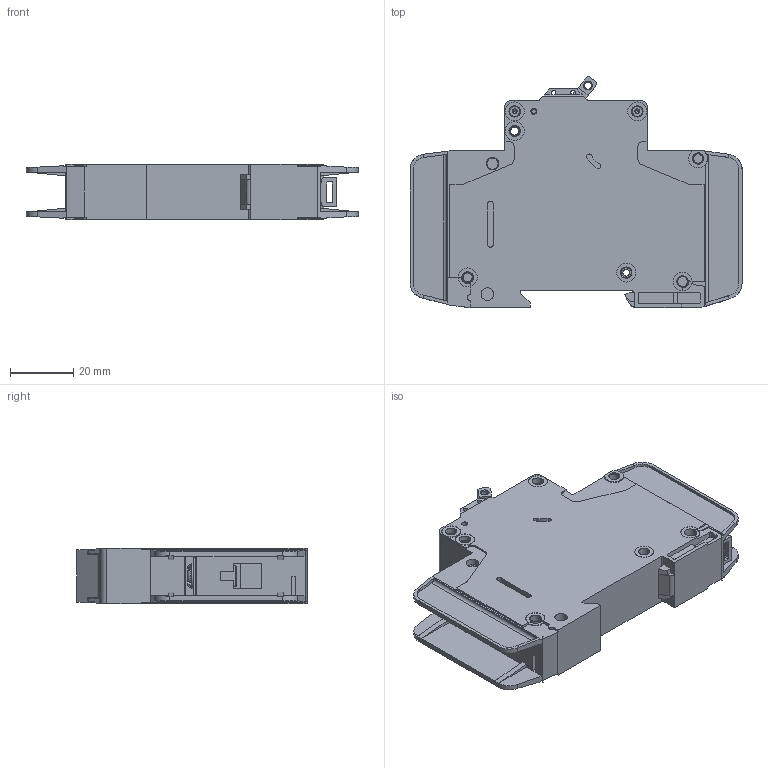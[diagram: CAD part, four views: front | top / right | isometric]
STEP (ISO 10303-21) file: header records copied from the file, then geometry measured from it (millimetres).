
FILE_DESCRIPTION (( 'STEP AP214' ), '1' );
FILE_NAME ('FAZ-D1P5-1-NA-SP.step', '2015-08-06T19:05:58', ( '' ), ( '' ), 'SwSTEP 2.0', 'SolidWorks 2014', '' );
FILE_SCHEMA (( 'AUTOMOTIVE_DESIGN' ));
Length unit declared in the file: millimetre
Products named in the file (1): FAZ-D1P5-1-NA-SP
Bounding box: 105 x 73.04 x 17.7 mm (x, y, z)
Volume: 77694.9 mm3; surface area: 24739.7 mm2
Topology: 3 solids, 5 shells, 784 faces, 2053 edges, 1328 vertices
Faces by surface type: plane 409, cylinder 263, torus 77, bspline 18, cone 13, sphere 4
Entity records: 24517 total; most frequent: CARTESIAN_POINT 4892, DIRECTION 4139, ORIENTED_EDGE 4098, EDGE_CURVE 2049, AXIS2_PLACEMENT_3D 1441, VERTEX_POINT 1328, LINE 1257, VECTOR 1257
